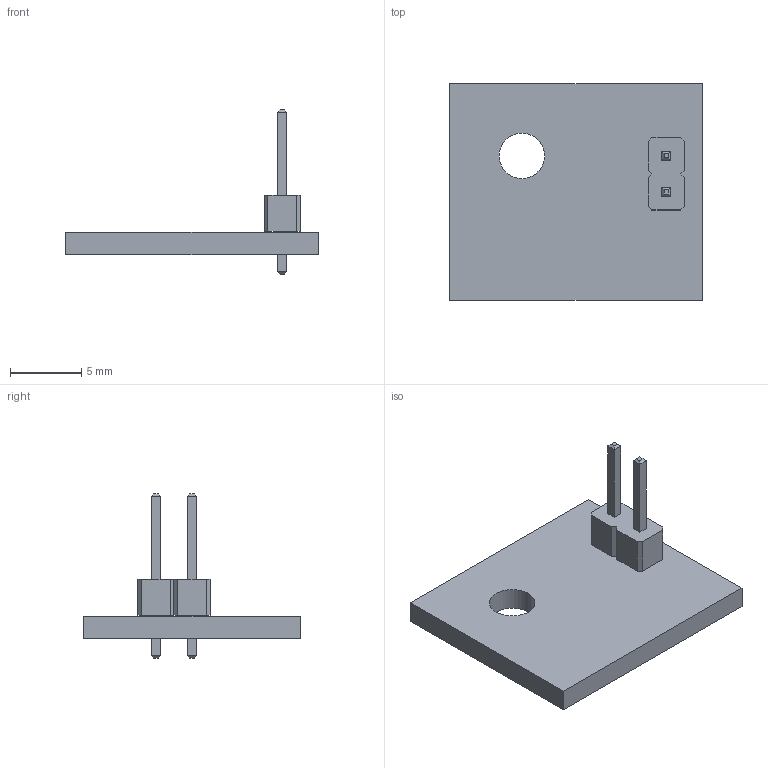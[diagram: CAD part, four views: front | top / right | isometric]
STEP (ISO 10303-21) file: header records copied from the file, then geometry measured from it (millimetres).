
FILE_DESCRIPTION(('KiCad electronic assembly'),'2;1');
FILE_NAME('OpenWave_Init.step','2025-02-18T23:58:00',('Pcbnew'),('Kicad' ),'Open CASCADE STEP processor 7.7','KiCad to STEP converter', 'Unknown');
FILE_SCHEMA(('AUTOMOTIVE_DESIGN { 1 0 10303 214 1 1 1 1 }'));
Length unit declared in the file: millimetre
Products named in the file (4): OpenWave_Init 1; PinHeader_1x02_P2.54mm_Vertical; PinHeader_1x02_P254mm_Vertical; OpenWave_Init_PCB
Assembly tree (3 placements, depth 3):
  OpenWave_Init 1
    PinHeader_1x02_P2.54mm_Vertical
      PinHeader_1x02_P254mm_Vertical
    OpenWave_Init_PCB
Bounding box: 17.78 x 15.24 x 11.54 mm (x, y, z)
Volume: 457.5 mm3; surface area: 763 mm2
Topology: 2 solids, 2 shells, 61 faces, 143 edges, 90 vertices
Faces by surface type: plane 58, cylinder 3
Full cylindrical faces by diameter (mm): 1 x2, 3.2 x1
Entity records: 2145 total; most frequent: CARTESIAN_POINT 298, ORIENTED_EDGE 286, DIRECTION 279, EDGE_CURVE 143, LINE 137, VECTOR 137, VERTEX_POINT 90, AXIS2_PLACEMENT_3D 71
